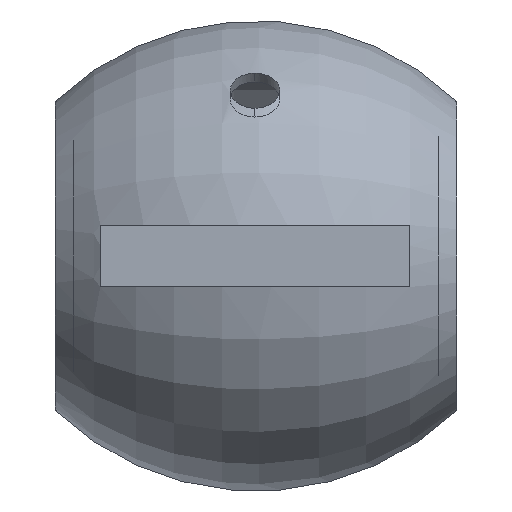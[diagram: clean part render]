
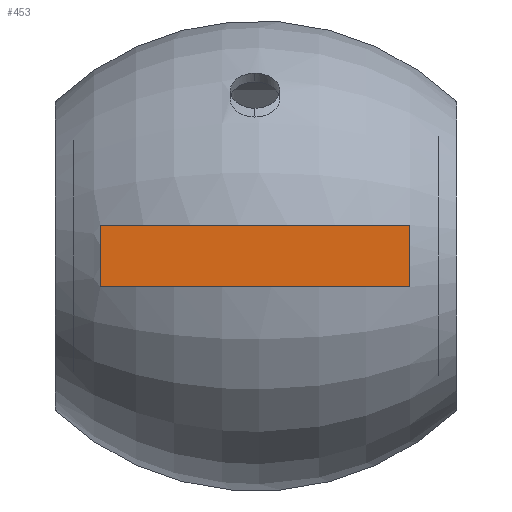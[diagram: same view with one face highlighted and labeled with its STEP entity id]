
A CAD part, front view. The second image highlights one B-rep face of the part: STEP entity #453.
In plain terms, the highlighted planar face has unit normal (0, -1, 0).
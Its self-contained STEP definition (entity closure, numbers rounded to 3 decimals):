
#57 = ORIENTED_EDGE ( 'NONE', *, *, #334, .F. ) ;
#75 = EDGE_LOOP ( 'NONE', ( #370, #627, #651, #57 ) ) ;
#95 = CARTESIAN_POINT ( 'NONE',  ( -25., -795., -5. ) ) ;
#100 = AXIS2_PLACEMENT_3D ( 'NONE', #263, #630, #681 ) ;
#103 = CARTESIAN_POINT ( 'NONE',  ( -25., -795., -5. ) ) ;
#192 = DIRECTION ( 'NONE',  ( 1., 0., 0. ) ) ;
#201 = LINE ( 'NONE', #309, #231 ) ;
#231 = VECTOR ( 'NONE', #192, 1000. ) ;
#236 = VERTEX_POINT ( 'NONE', #432 ) ;
#253 = CARTESIAN_POINT ( 'NONE',  ( 25., -795., -5. ) ) ;
#263 = CARTESIAN_POINT ( 'NONE',  ( 0., -795., 0. ) ) ;
#274 = LINE ( 'NONE', #670, #430 ) ;
#281 = CARTESIAN_POINT ( 'NONE',  ( -25., -795., -5. ) ) ;
#309 = CARTESIAN_POINT ( 'NONE',  ( -25., -795., 5. ) ) ;
#324 = DIRECTION ( 'NONE',  ( 0., 0., 1. ) ) ;
#334 = EDGE_CURVE ( 'NONE', #360, #472, #378, .T. ) ;
#360 = VERTEX_POINT ( 'NONE', #253 ) ;
#370 = ORIENTED_EDGE ( 'NONE', *, *, #401, .F. ) ;
#378 = LINE ( 'NONE', #95, #397 ) ;
#383 = DIRECTION ( 'NONE',  ( 0., 0., -1. ) ) ;
#397 = VECTOR ( 'NONE', #711, 1000. ) ;
#401 = EDGE_CURVE ( 'NONE', #236, #360, #274, .T. ) ;
#430 = VECTOR ( 'NONE', #383, 1000. ) ;
#432 = CARTESIAN_POINT ( 'NONE',  ( 25., -795., 5. ) ) ;
#453 = ADVANCED_FACE ( 'NONE', ( #552 ), #455, .F. ) ;
#455 = PLANE ( 'NONE',  #100 ) ;
#472 = VERTEX_POINT ( 'NONE', #281 ) ;
#552 = FACE_OUTER_BOUND ( 'NONE', #75, .T. ) ;
#575 = EDGE_CURVE ( 'NONE', #591, #236, #201, .T. ) ;
#591 = VERTEX_POINT ( 'NONE', #710 ) ;
#595 = VECTOR ( 'NONE', #324, 1000. ) ;
#614 = LINE ( 'NONE', #103, #595 ) ;
#627 = ORIENTED_EDGE ( 'NONE', *, *, #575, .F. ) ;
#630 = DIRECTION ( 'NONE',  ( 0., 1., 0. ) ) ;
#651 = ORIENTED_EDGE ( 'NONE', *, *, #667, .F. ) ;
#667 = EDGE_CURVE ( 'NONE', #472, #591, #614, .T. ) ;
#670 = CARTESIAN_POINT ( 'NONE',  ( 25., -795., -5. ) ) ;
#681 = DIRECTION ( 'NONE',  ( 0., 0., 1. ) ) ;
#710 = CARTESIAN_POINT ( 'NONE',  ( -25., -795., 5. ) ) ;
#711 = DIRECTION ( 'NONE',  ( -1., 0., 0. ) ) ;
